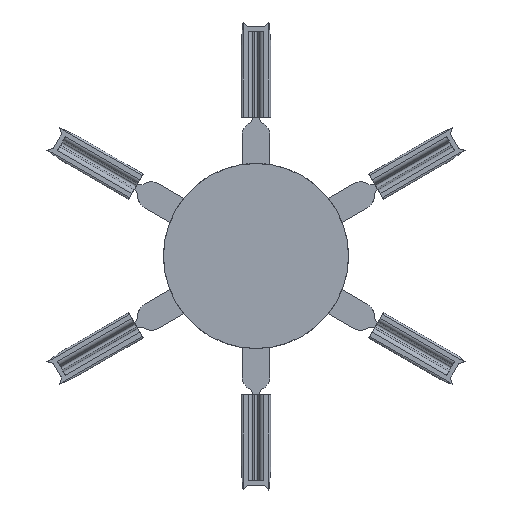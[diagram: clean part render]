
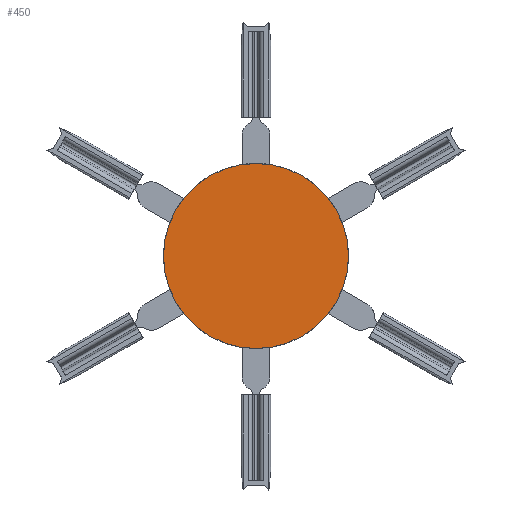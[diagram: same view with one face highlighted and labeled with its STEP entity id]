
A CAD part, top view. The second image highlights one B-rep face of the part: STEP entity #450.
In plain terms, the highlighted planar face has unit normal (0, 0, 1).
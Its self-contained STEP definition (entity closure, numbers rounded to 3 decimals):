
#283=AXIS2_PLACEMENT_3D('Circle Axis2P3D',#281,#282,$) ;
#406=AXIS2_PLACEMENT_3D('Circle Axis2P3D',#404,#405,$) ;
#444=AXIS2_PLACEMENT_3D('Plane Axis2P3D',#441,#442,#443) ;
#278=CARTESIAN_POINT('Vertex',(22.611,15.3,2.)) ;
#281=CARTESIAN_POINT('Axis2P3D Location',(22.61,25.3,2.)) ;
#285=CARTESIAN_POINT('Vertex',(22.61,35.3,2.)) ;
#404=CARTESIAN_POINT('Axis2P3D Location',(22.61,25.3,2.)) ;
#441=CARTESIAN_POINT('Axis2P3D Location',(0.,0.,2.)) ;
#282=DIRECTION('Axis2P3D Direction',(0.,0.,1.)) ;
#405=DIRECTION('Axis2P3D Direction',(0.,0.,1.)) ;
#442=DIRECTION('Axis2P3D Direction',(0.,0.,1.)) ;
#443=DIRECTION('Axis2P3D XDirection',(1.,0.,0.)) ;
#447=ORIENTED_EDGE('',*,*,#287,.T.) ;
#448=ORIENTED_EDGE('',*,*,#408,.T.) ;
#450=ADVANCED_FACE('Hauptkoerper',(#449),#445,.T.) ;
#284=CIRCLE('generated circle',#283,10.) ;
#407=CIRCLE('generated circle',#406,10.) ;
#287=EDGE_CURVE('',#286,#279,#284,.T.) ;
#408=EDGE_CURVE('',#279,#286,#407,.T.) ;
#446=EDGE_LOOP('',(#447,#448)) ;
#449=FACE_OUTER_BOUND('',#446,.T.) ;
#445=PLANE('',#444) ;
#279=VERTEX_POINT('',#278) ;
#286=VERTEX_POINT('',#285) ;
